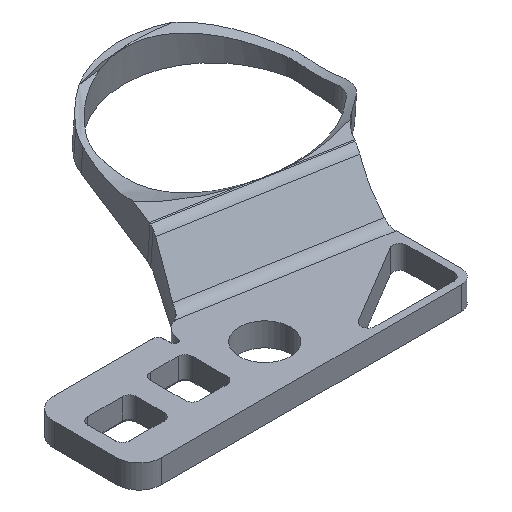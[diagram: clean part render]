
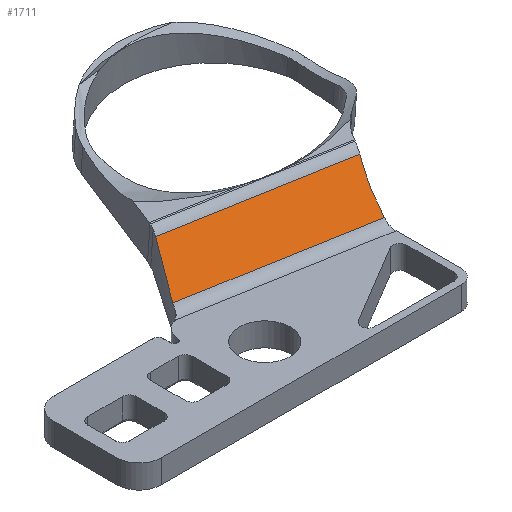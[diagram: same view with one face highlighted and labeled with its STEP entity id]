
A CAD part, isometric view. The second image highlights one B-rep face of the part: STEP entity #1711.
In plain terms, the highlighted planar face has unit normal (-0.141, -0.799, 0.585).
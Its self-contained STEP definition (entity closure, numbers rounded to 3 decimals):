
#81=PLANE('',#1843);
#131=FACE_OUTER_BOUND('',#231,.T.);
#231=EDGE_LOOP('',(#1244,#1245,#1246,#1247,#1248));
#325=B_SPLINE_CURVE_WITH_KNOTS('',3,(#2509,#2510,#2511,#2512,#2513,#2514),
 .UNSPECIFIED.,.F.,.F.,(4,2,4),(-0.259,-0.13,0.),
 .UNSPECIFIED.);
#427=LINE('',#2597,#555);
#436=LINE('',#2667,#564);
#438=LINE('',#2671,#566);
#439=LINE('',#2672,#567);
#555=VECTOR('',#2012,1000.);
#564=VECTOR('',#2045,1000.);
#566=VECTOR('',#2049,1000.);
#567=VECTOR('',#2050,10.);
#730=VERTEX_POINT('',#2497);
#731=VERTEX_POINT('',#2508);
#739=VERTEX_POINT('',#2565);
#744=VERTEX_POINT('',#2588);
#754=VERTEX_POINT('',#2670);
#914=EDGE_CURVE('',#730,#731,#325,.T.);
#929=EDGE_CURVE('',#744,#739,#427,.T.);
#945=EDGE_CURVE('',#744,#731,#436,.T.);
#947=EDGE_CURVE('',#754,#730,#438,.T.);
#948=EDGE_CURVE('',#739,#754,#439,.T.);
#1244=ORIENTED_EDGE('',*,*,#945,.T.);
#1245=ORIENTED_EDGE('',*,*,#914,.F.);
#1246=ORIENTED_EDGE('',*,*,#947,.F.);
#1247=ORIENTED_EDGE('',*,*,#948,.F.);
#1248=ORIENTED_EDGE('',*,*,#929,.F.);
#1711=ADVANCED_FACE('',(#131),#81,.T.);
#1843=AXIS2_PLACEMENT_3D('',#2669,#2047,#2048);
#2012=DIRECTION('',(-0.985,0.174,0.));
#2045=DIRECTION('',(-0.012,0.592,0.806));
#2047=DIRECTION('center_axis',(-0.141,-0.799,0.585));
#2048=DIRECTION('ref_axis',(0.,-0.591,-0.807));
#2049=DIRECTION('',(0.985,-0.174,0.));
#2050=DIRECTION('',(0.199,0.556,0.807));
#2497=CARTESIAN_POINT('',(1.113,-6.825,1.218));
#2508=CARTESIAN_POINT('',(0.861,-8.32,-0.884));
#2509=CARTESIAN_POINT('Ctrl Pts',(1.113,-6.825,1.218));
#2510=CARTESIAN_POINT('Ctrl Pts',(1.024,-7.064,0.869));
#2511=CARTESIAN_POINT('Ctrl Pts',(0.959,-7.31,0.518));
#2512=CARTESIAN_POINT('Ctrl Pts',(0.874,-7.809,-0.184));
#2513=CARTESIAN_POINT('Ctrl Pts',(0.856,-8.063,-0.536));
#2514=CARTESIAN_POINT('Ctrl Pts',(0.861,-8.32,-0.884));
#2565=CARTESIAN_POINT('',(-12.02,-6.562,-1.585));
#2588=CARTESIAN_POINT('',(0.872,-8.835,-1.585));
#2597=CARTESIAN_POINT('',(-1.485,-8.419,-1.585));
#2667=CARTESIAN_POINT('',(0.878,-9.14,-2.));
#2669=CARTESIAN_POINT('Origin',(-0.846,-4.798,3.514));
#2670=CARTESIAN_POINT('',(-11.329,-4.631,1.218));
#2671=CARTESIAN_POINT('',(0.777,-6.765,1.218));
#2672=CARTESIAN_POINT('',(-12.02,-6.562,-1.585));
